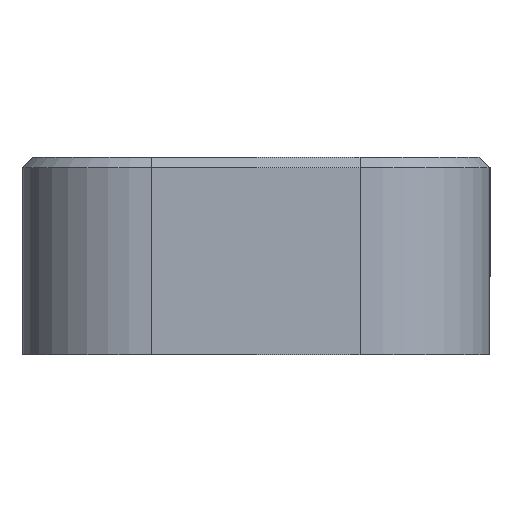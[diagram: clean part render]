
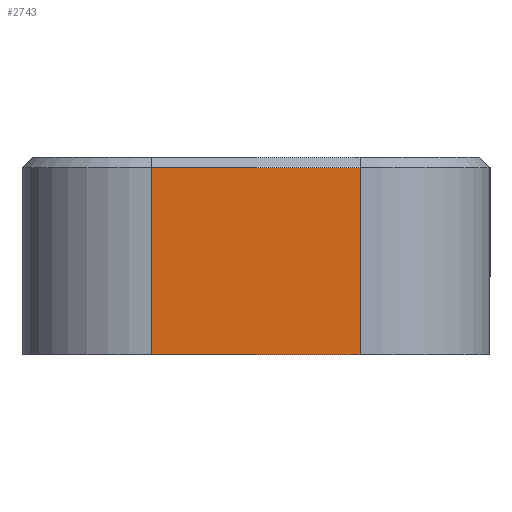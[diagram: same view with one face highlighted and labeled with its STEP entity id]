
A CAD part, left-side view. The second image highlights one B-rep face of the part: STEP entity #2743.
In plain terms, the highlighted planar face has unit normal (-1, 0, 0).
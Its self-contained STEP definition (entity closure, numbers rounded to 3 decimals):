
#89=PLANE('',#2969);
#206=LINE('',#4346,#462);
#221=LINE('',#4378,#477);
#222=LINE('',#4382,#478);
#223=LINE('',#4384,#479);
#462=VECTOR('',#3360,10.);
#477=VECTOR('',#3389,10.);
#478=VECTOR('',#3396,10.);
#479=VECTOR('',#3399,10.);
#842=FACE_OUTER_BOUND('',#1001,.T.);
#1001=EDGE_LOOP('',(#1968,#1969,#1970,#1971));
#1237=VERTEX_POINT('',#4343);
#1238=VERTEX_POINT('',#4345);
#1247=VERTEX_POINT('',#4372);
#1248=VERTEX_POINT('',#4376);
#1498=EDGE_CURVE('',#1238,#1237,#206,.T.);
#1515=EDGE_CURVE('',#1247,#1248,#221,.T.);
#1517=EDGE_CURVE('',#1248,#1237,#222,.T.);
#1518=EDGE_CURVE('',#1238,#1247,#223,.T.);
#1968=ORIENTED_EDGE('',*,*,#1515,.F.);
#1969=ORIENTED_EDGE('',*,*,#1518,.F.);
#1970=ORIENTED_EDGE('',*,*,#1498,.T.);
#1971=ORIENTED_EDGE('',*,*,#1517,.F.);
#2743=ADVANCED_FACE('',(#842),#89,.T.);
#2969=AXIS2_PLACEMENT_3D('',#4385,#3400,#3401);
#3360=DIRECTION('',(0.,-1.,0.));
#3389=DIRECTION('',(0.,-1.,0.));
#3396=DIRECTION('',(0.,0.,-1.));
#3399=DIRECTION('',(0.,0.,1.));
#3400=DIRECTION('center_axis',(-1.,0.,0.));
#3401=DIRECTION('ref_axis',(0.,-1.,0.));
#4343=CARTESIAN_POINT('',(-28.45,27.639,4.5));
#4345=CARTESIAN_POINT('',(-28.45,35.639,4.5));
#4346=CARTESIAN_POINT('',(-28.45,36.639,4.5));
#4372=CARTESIAN_POINT('',(-28.45,35.639,11.7));
#4376=CARTESIAN_POINT('',(-28.45,27.639,11.7));
#4378=CARTESIAN_POINT('',(-28.45,36.639,11.7));
#4382=CARTESIAN_POINT('',(-28.45,27.639,7.5));
#4384=CARTESIAN_POINT('',(-28.45,35.639,7.5));
#4385=CARTESIAN_POINT('Origin',(-28.45,41.639,7.5));
